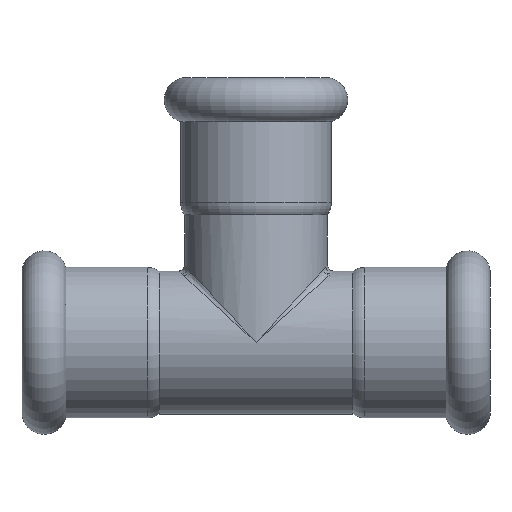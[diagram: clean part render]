
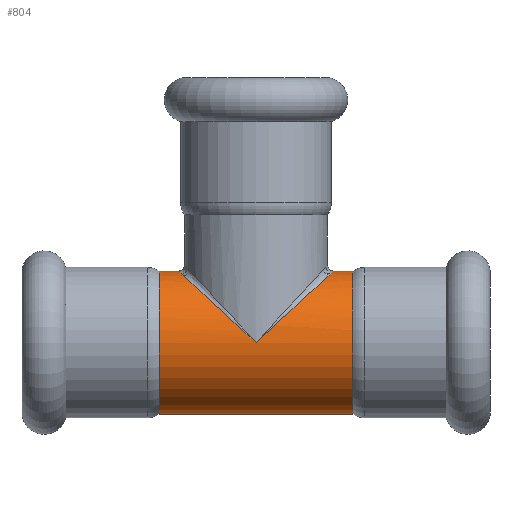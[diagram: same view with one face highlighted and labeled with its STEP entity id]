
A CAD part, front view. The second image highlights one B-rep face of the part: STEP entity #804.
In plain terms, the highlighted cylindrical face has radius 12 mm (diameter 24 mm), a full revolution.
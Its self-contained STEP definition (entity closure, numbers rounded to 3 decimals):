
#17=ELLIPSE('',#925,17.692,12.);
#19=ELLIPSE('',#927,17.692,12.);
#43=LINE('',#1894,#64);
#44=LINE('',#1896,#65);
#64=VECTOR('',#1183,12.);
#65=VECTOR('',#1184,12.);
#84=CYLINDRICAL_SURFACE('',#930,12.);
#114=FACE_OUTER_BOUND('',#152,.T.);
#152=EDGE_LOOP('',(#647,#648,#649,#650,#651,#652,#653,#654,#655,#656,#657,
#658));
#233=CIRCLE('',#931,12.);
#234=CIRCLE('',#932,12.);
#235=CIRCLE('',#933,12.);
#236=CIRCLE('',#934,12.);
#237=CIRCLE('',#935,12.);
#238=CIRCLE('',#936,12.);
#330=VERTEX_POINT('',#1826);
#332=VERTEX_POINT('',#1829);
#333=VERTEX_POINT('',#1889);
#334=VERTEX_POINT('',#1890);
#335=VERTEX_POINT('',#1892);
#336=VERTEX_POINT('',#1895);
#337=VERTEX_POINT('',#1897);
#338=VERTEX_POINT('',#1899);
#446=EDGE_CURVE('',#332,#330,#17,.T.);
#448=EDGE_CURVE('',#330,#332,#19,.T.);
#451=EDGE_CURVE('',#333,#334,#233,.T.);
#452=EDGE_CURVE('',#335,#333,#234,.T.);
#453=EDGE_CURVE('',#335,#332,#43,.T.);
#454=EDGE_CURVE('',#332,#336,#44,.T.);
#455=EDGE_CURVE('',#336,#337,#235,.T.);
#456=EDGE_CURVE('',#337,#338,#236,.T.);
#457=EDGE_CURVE('',#338,#336,#237,.T.);
#458=EDGE_CURVE('',#334,#335,#238,.T.);
#647=ORIENTED_EDGE('',*,*,#451,.F.);
#648=ORIENTED_EDGE('',*,*,#452,.F.);
#649=ORIENTED_EDGE('',*,*,#453,.T.);
#650=ORIENTED_EDGE('',*,*,#454,.T.);
#651=ORIENTED_EDGE('',*,*,#455,.T.);
#652=ORIENTED_EDGE('',*,*,#456,.T.);
#653=ORIENTED_EDGE('',*,*,#457,.T.);
#654=ORIENTED_EDGE('',*,*,#454,.F.);
#655=ORIENTED_EDGE('',*,*,#448,.F.);
#656=ORIENTED_EDGE('',*,*,#446,.F.);
#657=ORIENTED_EDGE('',*,*,#453,.F.);
#658=ORIENTED_EDGE('',*,*,#458,.F.);
#804=ADVANCED_FACE('',(#114),#84,.T.);
#925=AXIS2_PLACEMENT_3D('',#1831,#1165,#1166);
#927=AXIS2_PLACEMENT_3D('',#1883,#1169,#1170);
#930=AXIS2_PLACEMENT_3D('',#1888,#1177,#1178);
#931=AXIS2_PLACEMENT_3D('',#1891,#1179,#1180);
#932=AXIS2_PLACEMENT_3D('',#1893,#1181,#1182);
#933=AXIS2_PLACEMENT_3D('',#1898,#1185,#1186);
#934=AXIS2_PLACEMENT_3D('',#1900,#1187,#1188);
#935=AXIS2_PLACEMENT_3D('',#1901,#1189,#1190);
#936=AXIS2_PLACEMENT_3D('',#1902,#1191,#1192);
#1165=DIRECTION('center_axis',(-0.678,0.,0.735));
#1166=DIRECTION('ref_axis',(0.735,0.,0.678));
#1169=DIRECTION('center_axis',(0.678,0.,0.735));
#1170=DIRECTION('ref_axis',(-0.735,0.,0.678));
#1177=DIRECTION('center_axis',(1.,0.,0.));
#1178=DIRECTION('ref_axis',(0.,1.,0.));
#1179=DIRECTION('center_axis',(1.,0.,0.));
#1180=DIRECTION('ref_axis',(0.,1.,0.));
#1181=DIRECTION('center_axis',(1.,0.,0.));
#1182=DIRECTION('ref_axis',(0.,1.,0.));
#1183=DIRECTION('',(-1.,0.,0.));
#1184=DIRECTION('',(-1.,0.,0.));
#1185=DIRECTION('center_axis',(1.,0.,0.));
#1186=DIRECTION('ref_axis',(0.,1.,0.));
#1187=DIRECTION('center_axis',(1.,0.,0.));
#1188=DIRECTION('ref_axis',(0.,1.,0.));
#1189=DIRECTION('center_axis',(1.,0.,0.));
#1190=DIRECTION('ref_axis',(0.,1.,0.));
#1191=DIRECTION('center_axis',(1.,0.,0.));
#1192=DIRECTION('ref_axis',(0.,1.,0.));
#1826=CARTESIAN_POINT('',(0.,12.,0.));
#1829=CARTESIAN_POINT('',(0.,-12.,0.));
#1831=CARTESIAN_POINT('Origin',(0.,0.,0.));
#1883=CARTESIAN_POINT('Origin',(0.,0.,0.));
#1888=CARTESIAN_POINT('Origin',(12.534,0.,0.));
#1889=CARTESIAN_POINT('',(16.268,12.,0.));
#1890=CARTESIAN_POINT('',(16.268,0.,12.));
#1891=CARTESIAN_POINT('Origin',(16.268,0.,0.));
#1892=CARTESIAN_POINT('',(16.268,-12.,0.));
#1893=CARTESIAN_POINT('Origin',(16.268,0.,0.));
#1894=CARTESIAN_POINT('',(12.534,-12.,0.));
#1895=CARTESIAN_POINT('',(-16.268,-12.,0.));
#1896=CARTESIAN_POINT('',(12.534,-12.,0.));
#1897=CARTESIAN_POINT('',(-16.268,12.,0.));
#1898=CARTESIAN_POINT('Origin',(-16.268,0.,0.));
#1899=CARTESIAN_POINT('',(-16.268,0.,12.));
#1900=CARTESIAN_POINT('Origin',(-16.268,0.,0.));
#1901=CARTESIAN_POINT('Origin',(-16.268,0.,0.));
#1902=CARTESIAN_POINT('Origin',(16.268,0.,0.));
